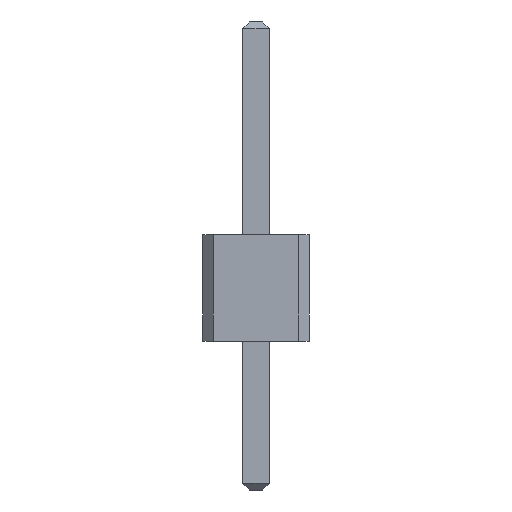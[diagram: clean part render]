
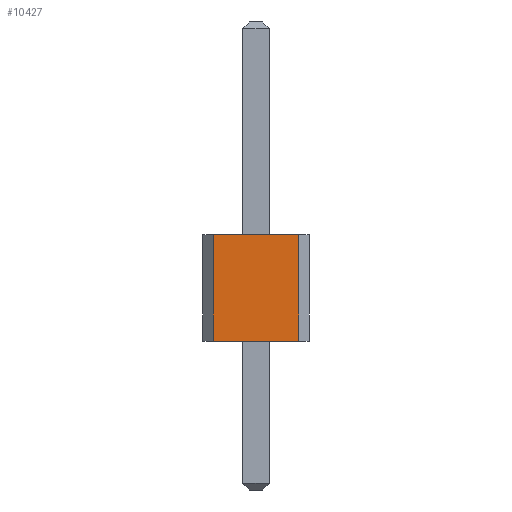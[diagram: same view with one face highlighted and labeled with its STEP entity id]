
A CAD part, front view. The second image highlights one B-rep face of the part: STEP entity #10427.
In plain terms, the highlighted planar face has unit normal (0, -1, 0).
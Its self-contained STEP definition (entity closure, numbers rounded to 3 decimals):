
#1007 = VERTEX_POINT('',#1008);
#1008 = CARTESIAN_POINT('',(0.8,-77.,0.));
#1014 = EDGE_CURVE('',#1015,#1007,#1017,.T.);
#1015 = VERTEX_POINT('',#1016);
#1016 = CARTESIAN_POINT('',(-0.8,-77.,0.));
#1017 = LINE('',#1018,#1019);
#1018 = CARTESIAN_POINT('',(-1.,-77.,0.));
#1019 = VECTOR('',#1020,1.);
#1020 = DIRECTION('',(1.,0.,0.));
#4245 = VERTEX_POINT('',#4246);
#4246 = CARTESIAN_POINT('',(-0.8,-77.,2.));
#4252 = EDGE_CURVE('',#4245,#4253,#4255,.T.);
#4253 = VERTEX_POINT('',#4254);
#4254 = CARTESIAN_POINT('',(0.8,-77.,2.));
#4255 = LINE('',#4256,#4257);
#4256 = CARTESIAN_POINT('',(-1.,-77.,2.));
#4257 = VECTOR('',#4258,1.);
#4258 = DIRECTION('',(1.,0.,0.));
#10417 = EDGE_CURVE('',#1015,#4245,#10418,.T.);
#10418 = LINE('',#10419,#10420);
#10419 = CARTESIAN_POINT('',(-0.8,-77.,0.));
#10420 = VECTOR('',#10421,1.);
#10421 = DIRECTION('',(0.,0.,1.));
#10427 = ADVANCED_FACE('',(#10428),#10439,.F.);
#10428 = FACE_BOUND('',#10429,.F.);
#10429 = EDGE_LOOP('',(#10430,#10431,#10432,#10433));
#10430 = ORIENTED_EDGE('',*,*,#1014,.F.);
#10431 = ORIENTED_EDGE('',*,*,#10417,.T.);
#10432 = ORIENTED_EDGE('',*,*,#4252,.T.);
#10433 = ORIENTED_EDGE('',*,*,#10434,.F.);
#10434 = EDGE_CURVE('',#1007,#4253,#10435,.T.);
#10435 = LINE('',#10436,#10437);
#10436 = CARTESIAN_POINT('',(0.8,-77.,0.));
#10437 = VECTOR('',#10438,1.);
#10438 = DIRECTION('',(0.,0.,1.));
#10439 = PLANE('',#10440);
#10440 = AXIS2_PLACEMENT_3D('',#10441,#10442,#10443);
#10441 = CARTESIAN_POINT('',(-1.,-77.,0.));
#10442 = DIRECTION('',(0.,1.,0.));
#10443 = DIRECTION('',(1.,0.,0.));
